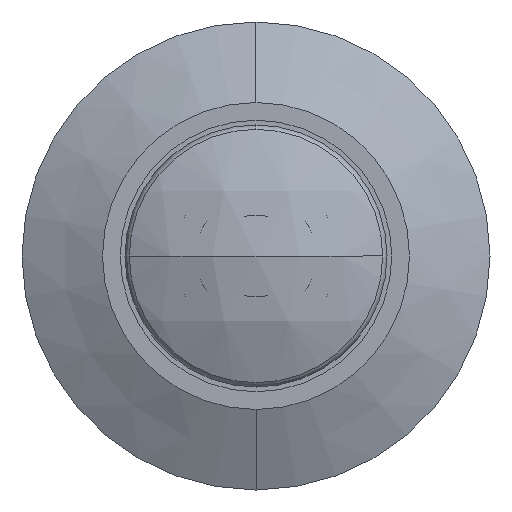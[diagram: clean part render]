
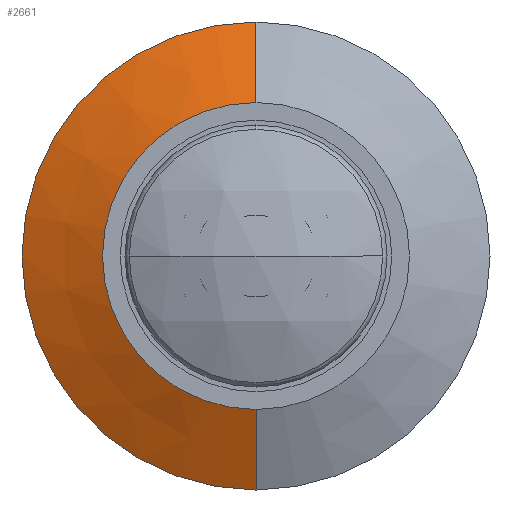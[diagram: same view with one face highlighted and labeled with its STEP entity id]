
A CAD part, left-side view. The second image highlights one B-rep face of the part: STEP entity #2661.
In plain terms, the highlighted conical face has half-angle 65.056 degrees and reference radius 6.35 mm.
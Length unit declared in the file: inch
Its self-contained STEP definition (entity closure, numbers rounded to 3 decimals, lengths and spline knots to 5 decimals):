
#504 = DIRECTION ( 'NONE',  ( 0., 0., -1. ) ) ;
#598 = ORIENTED_EDGE ( 'NONE', *, *, #5219, .F. ) ;
#1375 = EDGE_CURVE ( 'NONE', #7921, #11815, #6390, .T. ) ;
#2063 = CARTESIAN_POINT ( 'NONE',  ( 0.04, 0., 0. ) ) ;
#2354 = VECTOR ( 'NONE', #2955, 39.37008 ) ;
#2661 = ADVANCED_FACE ( 'NONE', ( #9697 ), #12153, .T. ) ;
#2955 = DIRECTION ( 'NONE',  ( 0.422, 0., 0.907 ) ) ;
#3023 = VECTOR ( 'NONE', #6024, 39.37008 ) ;
#3088 = ORIENTED_EDGE ( 'NONE', *, *, #1375, .T. ) ;
#3279 = ORIENTED_EDGE ( 'NONE', *, *, #12669, .T. ) ;
#4139 = CARTESIAN_POINT ( 'NONE',  ( 0.04, 0., 0.25 ) ) ;
#4159 = DIRECTION ( 'NONE',  ( -1., 0., 0. ) ) ;
#4475 = CARTESIAN_POINT ( 'NONE',  ( 0.04, 0., -0.25 ) ) ;
#4786 = AXIS2_PLACEMENT_3D ( 'NONE', #12686, #11200, #504 ) ;
#5219 = EDGE_CURVE ( 'NONE', #14468, #11815, #6700, .T. ) ;
#5456 = DIRECTION ( 'NONE',  ( -1., 0., 0. ) ) ;
#5501 = CARTESIAN_POINT ( 'NONE',  ( 0., 0., 0.164 ) ) ;
#5963 = CARTESIAN_POINT ( 'NONE',  ( 0.04, 0., -0.25 ) ) ;
#6024 = DIRECTION ( 'NONE',  ( 0.422, 0., -0.907 ) ) ;
#6390 = CIRCLE ( 'NONE', #7497, 0.25 ) ;
#6457 = ORIENTED_EDGE ( 'NONE', *, *, #11627, .F. ) ;
#6513 = EDGE_LOOP ( 'NONE', ( #6457, #3279, #3088, #598 ) ) ;
#6700 = LINE ( 'NONE', #5963, #3023 ) ;
#7073 = CARTESIAN_POINT ( 'NONE',  ( 0.04, 0., 0.25 ) ) ;
#7497 = AXIS2_PLACEMENT_3D ( 'NONE', #2063, #4159, #13596 ) ;
#7783 = VERTEX_POINT ( 'NONE', #5501 ) ;
#7921 = VERTEX_POINT ( 'NONE', #7073 ) ;
#8509 = CIRCLE ( 'NONE', #12478, 0.164 ) ;
#9697 = FACE_OUTER_BOUND ( 'NONE', #6513, .T. ) ;
#11200 = DIRECTION ( 'NONE',  ( 1., 0., 0. ) ) ;
#11258 = CARTESIAN_POINT ( 'NONE',  ( 0., 0., -0.164 ) ) ;
#11627 = EDGE_CURVE ( 'NONE', #7783, #14468, #8509, .T. ) ;
#11815 = VERTEX_POINT ( 'NONE', #4475 ) ;
#12097 = LINE ( 'NONE', #4139, #2354 ) ;
#12153 = CONICAL_SURFACE ( 'NONE', #4786, 0.25, 1.135 ) ;
#12478 = AXIS2_PLACEMENT_3D ( 'NONE', #12759, #5456, #13983 ) ;
#12669 = EDGE_CURVE ( 'NONE', #7783, #7921, #12097, .T. ) ;
#12686 = CARTESIAN_POINT ( 'NONE',  ( 0.04, 0., 0. ) ) ;
#12759 = CARTESIAN_POINT ( 'NONE',  ( 0., 0., 0. ) ) ;
#13596 = DIRECTION ( 'NONE',  ( 0., 0., 1. ) ) ;
#13983 = DIRECTION ( 'NONE',  ( 0., 0., 1. ) ) ;
#14468 = VERTEX_POINT ( 'NONE', #11258 ) ;
